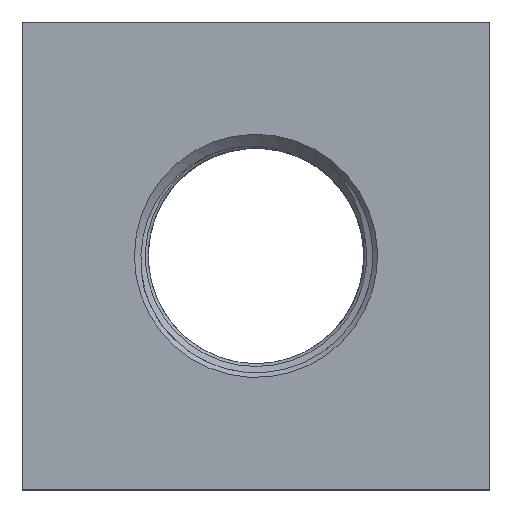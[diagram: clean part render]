
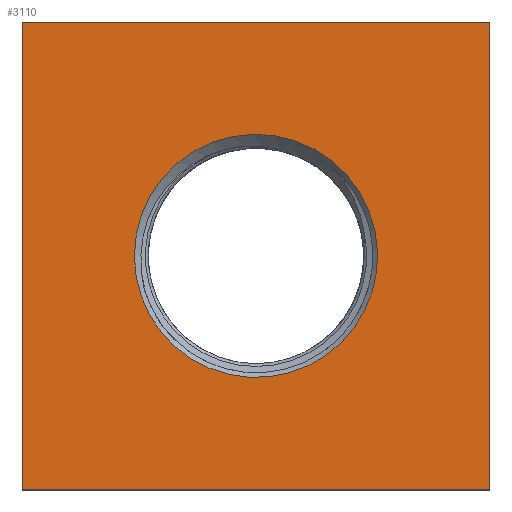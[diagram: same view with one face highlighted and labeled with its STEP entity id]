
A CAD part, top view. The second image highlights one B-rep face of the part: STEP entity #3110.
In plain terms, the highlighted planar face has unit normal (0, 0, 1).
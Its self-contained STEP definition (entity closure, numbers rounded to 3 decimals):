
#118=CIRCLE('',#3311,2.6);
#235=ORIENTED_EDGE('',*,*,#1151,.T.);
#236=ORIENTED_EDGE('',*,*,#1152,.T.);
#237=ORIENTED_EDGE('',*,*,#1153,.T.);
#238=ORIENTED_EDGE('',*,*,#1154,.T.);
#239=ORIENTED_EDGE('',*,*,#1155,.T.);
#1151=EDGE_CURVE('',#1609,#1609,#118,.T.);
#1152=EDGE_CURVE('',#1610,#1611,#1893,.T.);
#1153=EDGE_CURVE('',#1611,#1612,#1894,.T.);
#1154=EDGE_CURVE('',#1612,#1613,#1895,.T.);
#1155=EDGE_CURVE('',#1613,#1610,#1896,.T.);
#1609=VERTEX_POINT('',#4450);
#1610=VERTEX_POINT('',#4452);
#1611=VERTEX_POINT('',#4453);
#1612=VERTEX_POINT('',#4455);
#1613=VERTEX_POINT('',#4457);
#1893=LINE('',#4451,#2269);
#1894=LINE('',#4454,#2270);
#1895=LINE('',#4456,#2271);
#1896=LINE('',#4458,#2272);
#2269=VECTOR('',#3601,1000.);
#2270=VECTOR('',#3602,1000.);
#2271=VECTOR('',#3603,1000.);
#2272=VECTOR('',#3604,1000.);
#2568=EDGE_LOOP('',(#235));
#2569=EDGE_LOOP('',(#236,#237,#238,#239));
#2771=FACE_BOUND('',#2568,.T.);
#2772=FACE_BOUND('',#2569,.T.);
#2953=PLANE('',#3310);
#3110=ADVANCED_FACE('',(#2771,#2772),#2953,.T.);
#3310=AXIS2_PLACEMENT_3D('',#4448,#3597,#3598);
#3311=AXIS2_PLACEMENT_3D('',#4449,#3599,#3600);
#3597=DIRECTION('',(0.,0.,1.));
#3598=DIRECTION('',(1.,0.,0.));
#3599=DIRECTION('',(0.,0.,-1.));
#3600=DIRECTION('',(-1.,0.,0.));
#3601=DIRECTION('',(0.,-1.,0.));
#3602=DIRECTION('',(1.,0.,0.));
#3603=DIRECTION('',(0.,1.,0.));
#3604=DIRECTION('',(-1.,0.,0.));
#4448=CARTESIAN_POINT('',(0.,0.,3.5));
#4449=CARTESIAN_POINT('',(0.,0.,3.5));
#4450=CARTESIAN_POINT('',(-2.6,0.,3.5));
#4451=CARTESIAN_POINT('',(-5.,5.,3.5));
#4452=CARTESIAN_POINT('',(-5.,5.,3.5));
#4453=CARTESIAN_POINT('',(-5.,-5.,3.5));
#4454=CARTESIAN_POINT('',(-5.,-5.,3.5));
#4455=CARTESIAN_POINT('',(5.,-5.,3.5));
#4456=CARTESIAN_POINT('',(5.,-5.,3.5));
#4457=CARTESIAN_POINT('',(5.,5.,3.5));
#4458=CARTESIAN_POINT('',(5.,5.,3.5));
